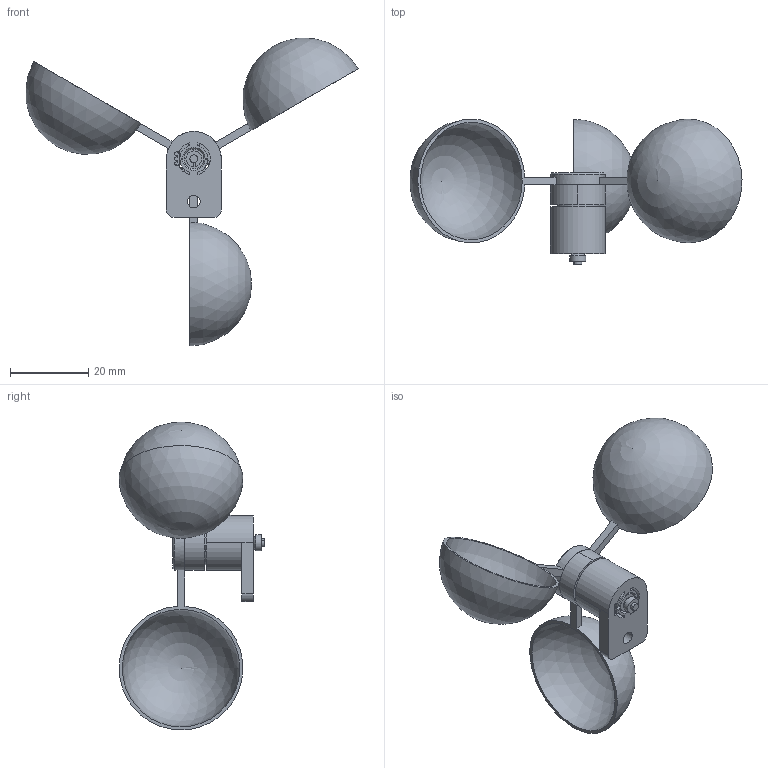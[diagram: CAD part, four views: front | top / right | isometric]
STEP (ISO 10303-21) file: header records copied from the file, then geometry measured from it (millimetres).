
FILE_DESCRIPTION (( 'STEP AP214' ), '1' );
FILE_NAME ('anemometer.STEP', '2023-06-04T10:16:04', ( '' ), ( '' ), 'SwSTEP 2.0', 'SolidWorks 2021', '' );
FILE_SCHEMA (( 'AUTOMOTIVE_DESIGN' ));
Length unit declared in the file: millimetre
Products named in the file (10): rayholder; ss441a; axis; base; cup; lock; anemometer; rotor; bearing; magnet
Assembly tree (12 placements, depth 2):
  anemometer
    cup  x3
    rotor
    axis
    magnet
    bearing  x2
    rayholder
    base
    lock
    ss441a
Bounding box: 84.77 x 37.2 x 78.64 mm (x, y, z)
Volume: 6537.9 mm3; surface area: 13214.3 mm2
Topology: 12 solids, 12 shells, 173 faces, 437 edges, 291 vertices
Faces by surface type: plane 88, cylinder 67, cone 12, sphere 6
Entity records: 5082 total; most frequent: DIRECTION 852, CARTESIAN_POINT 843, ORIENTED_EDGE 758, EDGE_CURVE 379, AXIS2_PLACEMENT_3D 320, VERTEX_POINT 251, LINE 212, VECTOR 212
